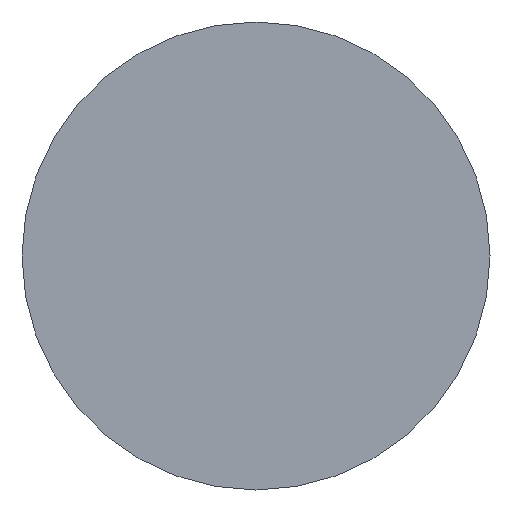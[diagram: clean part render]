
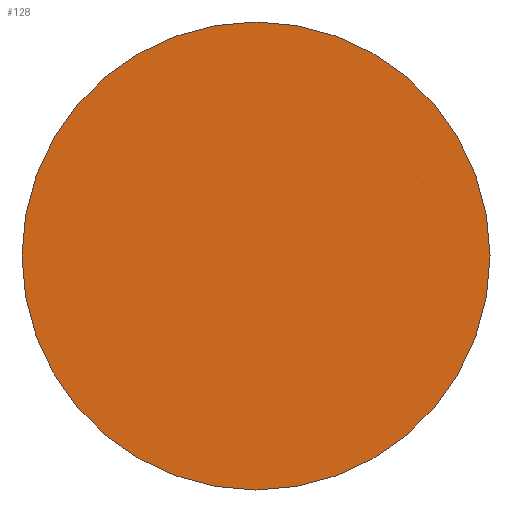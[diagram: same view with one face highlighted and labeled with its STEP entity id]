
A CAD part, front view. The second image highlights one B-rep face of the part: STEP entity #128.
In plain terms, the highlighted planar face has unit normal (0, -1, 0).
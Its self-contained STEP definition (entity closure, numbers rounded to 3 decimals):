
#85=CARTESIAN_POINT('Vertex',(-60.,-184.,0.)) ;
#92=CARTESIAN_POINT('Vertex',(60.,-184.,0.)) ;
#95=CARTESIAN_POINT('Axis2P3D Location',(0.,-184.,0.)) ;
#107=CARTESIAN_POINT('Axis2P3D Location',(0.,-184.,0.)) ;
#119=CARTESIAN_POINT('Axis2P3D Location',(0.,-184.,0.)) ;
#96=DIRECTION('Axis2P3D Direction',(0.,1.,-0.)) ;
#108=DIRECTION('Axis2P3D Direction',(0.,1.,-0.)) ;
#120=DIRECTION('Axis2P3D Direction',(0.,-1.,0.)) ;
#121=DIRECTION('Axis2P3D XDirection',(1.,0.,0.)) ;
#97=AXIS2_PLACEMENT_3D('Circle Axis2P3D',#95,#96,$) ;
#109=AXIS2_PLACEMENT_3D('Circle Axis2P3D',#107,#108,$) ;
#122=AXIS2_PLACEMENT_3D('Plane Axis2P3D',#119,#120,#121) ;
#125=ORIENTED_EDGE('',*,*,#111,.T.) ;
#126=ORIENTED_EDGE('',*,*,#99,.T.) ;
#128=ADVANCED_FACE('Part 1',(#127),#123,.T.) ;
#98=CIRCLE('generated circle',#97,60.) ;
#110=CIRCLE('generated circle',#109,60.) ;
#99=EDGE_CURVE('',#86,#93,#98,.F.) ;
#111=EDGE_CURVE('',#93,#86,#110,.F.) ;
#124=EDGE_LOOP('',(#125,#126)) ;
#127=FACE_OUTER_BOUND('',#124,.T.) ;
#123=PLANE('',#122) ;
#86=VERTEX_POINT('',#85) ;
#93=VERTEX_POINT('',#92) ;
